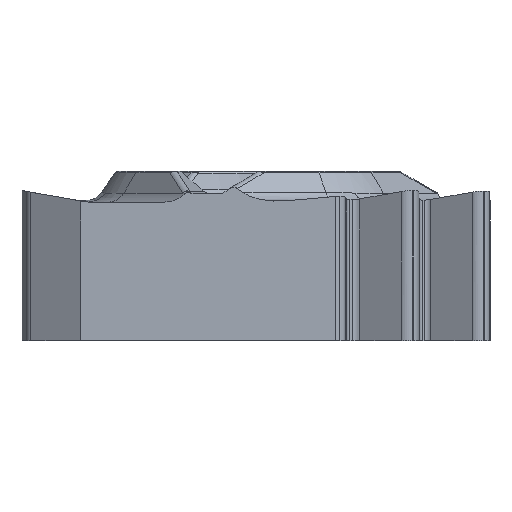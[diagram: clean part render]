
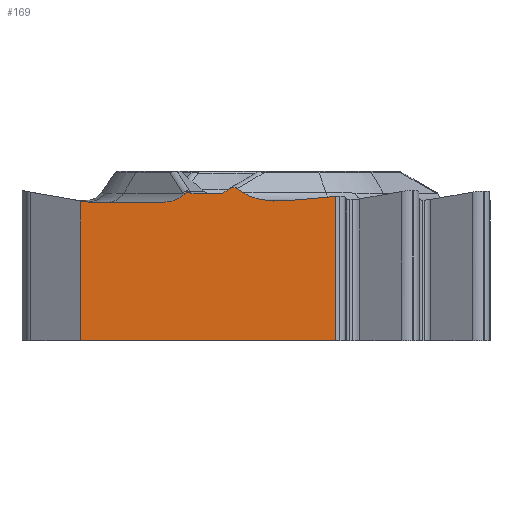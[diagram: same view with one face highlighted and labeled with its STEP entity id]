
A CAD part, left-side view. The second image highlights one B-rep face of the part: STEP entity #169.
In plain terms, the highlighted planar face has unit normal (-1, 0, 0).
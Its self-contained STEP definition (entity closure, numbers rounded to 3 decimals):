
#169=ADVANCED_FACE('',(#404),#348,.F.);
#348=PLANE('',#3128);
#404=FACE_OUTER_BOUND('',#578,.T.);
#578=EDGE_LOOP('',(#967,#968,#969,#970,#971,#972,#973,#974,#975,#976,#977,
#978,#979,#980,#981,#982));
#762=CIRCLE('',#3127,0.75);
#887=ELLIPSE('',#3122,1.5,0.75);
#888=ELLIPSE('',#3123,0.304,0.205);
#889=ELLIPSE('',#3124,0.309,0.3);
#890=ELLIPSE('',#3125,0.309,0.3);
#891=ELLIPSE('',#3126,0.884,0.75);
#967=ORIENTED_EDGE('',*,*,#2164,.T.);
#968=ORIENTED_EDGE('',*,*,#2165,.F.);
#969=ORIENTED_EDGE('',*,*,#2166,.T.);
#970=ORIENTED_EDGE('',*,*,#2167,.T.);
#971=ORIENTED_EDGE('',*,*,#2168,.F.);
#972=ORIENTED_EDGE('',*,*,#2169,.F.);
#973=ORIENTED_EDGE('',*,*,#2170,.T.);
#974=ORIENTED_EDGE('',*,*,#2171,.T.);
#975=ORIENTED_EDGE('',*,*,#2172,.T.);
#976=ORIENTED_EDGE('',*,*,#2173,.T.);
#977=ORIENTED_EDGE('',*,*,#2174,.F.);
#978=ORIENTED_EDGE('',*,*,#2175,.T.);
#979=ORIENTED_EDGE('',*,*,#2176,.T.);
#980=ORIENTED_EDGE('',*,*,#2177,.T.);
#981=ORIENTED_EDGE('',*,*,#2178,.T.);
#982=ORIENTED_EDGE('',*,*,#2179,.F.);
#1881=VERTEX_POINT('',#4870);
#1882=VERTEX_POINT('',#4871);
#1883=VERTEX_POINT('',#4873);
#1884=VERTEX_POINT('',#4875);
#1885=VERTEX_POINT('',#4877);
#1886=VERTEX_POINT('',#4879);
#1887=VERTEX_POINT('',#4881);
#1888=VERTEX_POINT('',#4883);
#1889=VERTEX_POINT('',#4885);
#1890=VERTEX_POINT('',#4887);
#1891=VERTEX_POINT('',#4889);
#1892=VERTEX_POINT('',#4903);
#1893=VERTEX_POINT('',#4905);
#1894=VERTEX_POINT('',#4907);
#1895=VERTEX_POINT('',#4909);
#1896=VERTEX_POINT('',#4911);
#2164=EDGE_CURVE('',#1881,#1882,#2614,.T.);
#2165=EDGE_CURVE('',#1883,#1882,#2615,.T.);
#2166=EDGE_CURVE('',#1883,#1884,#2616,.T.);
#2167=EDGE_CURVE('',#1884,#1885,#887,.T.);
#2168=EDGE_CURVE('',#1886,#1885,#2617,.T.);
#2169=EDGE_CURVE('',#1887,#1886,#888,.T.);
#2170=EDGE_CURVE('',#1887,#1888,#2618,.T.);
#2171=EDGE_CURVE('',#1888,#1889,#889,.T.);
#2172=EDGE_CURVE('',#1889,#1890,#2619,.T.);
#2173=EDGE_CURVE('',#1890,#1891,#890,.T.);
#2174=EDGE_CURVE('',#1892,#1891,#3040,.T.);
#2175=EDGE_CURVE('',#1892,#1893,#891,.T.);
#2176=EDGE_CURVE('',#1893,#1894,#2620,.T.);
#2177=EDGE_CURVE('',#1894,#1895,#762,.T.);
#2178=EDGE_CURVE('',#1895,#1896,#2621,.T.);
#2179=EDGE_CURVE('',#1881,#1896,#2622,.T.);
#2614=LINE('',#4869,#2827);
#2615=LINE('',#4872,#2828);
#2616=LINE('',#4874,#2829);
#2617=LINE('',#4878,#2830);
#2618=LINE('',#4882,#2831);
#2619=LINE('',#4886,#2832);
#2620=LINE('',#4906,#2833);
#2621=LINE('',#4910,#2834);
#2622=LINE('',#4912,#2835);
#2827=VECTOR('',#3474,1.);
#2828=VECTOR('',#3475,1.);
#2829=VECTOR('',#3476,1.);
#2830=VECTOR('',#3479,1.);
#2831=VECTOR('',#3482,1.);
#2832=VECTOR('',#3485,1.);
#2833=VECTOR('',#3490,1.);
#2834=VECTOR('',#3493,1.);
#2835=VECTOR('',#3494,1.);
#3040=B_SPLINE_CURVE_WITH_KNOTS('',3,(#4890,#4891,#4892,#4893,#4894,#4895,
#4896,#4897,#4898,#4899,#4900,#4901,#4902),.UNSPECIFIED.,.F.,.F.,(4,3,3,
3,4),(0.,0.251,0.501,0.761,1.),
 .UNSPECIFIED.);
#3122=AXIS2_PLACEMENT_3D('',#4876,#3477,#3478);
#3123=AXIS2_PLACEMENT_3D('',#4880,#3480,#3481);
#3124=AXIS2_PLACEMENT_3D('',#4884,#3483,#3484);
#3125=AXIS2_PLACEMENT_3D('',#4888,#3486,#3487);
#3126=AXIS2_PLACEMENT_3D('',#4904,#3488,#3489);
#3127=AXIS2_PLACEMENT_3D('',#4908,#3491,#3492);
#3128=AXIS2_PLACEMENT_3D('',#4913,#3495,#3496);
#3474=DIRECTION('',(0.,-1.,0.));
#3475=DIRECTION('',(0.,0.,-1.));
#3476=DIRECTION('',(0.,0.996,-0.088));
#3477=DIRECTION('',(1.,0.,0.));
#3478=DIRECTION('',(0.,1.,0.));
#3479=DIRECTION('',(0.,-0.814,-0.581));
#3480=DIRECTION('',(1.,0.,0.));
#3481=DIRECTION('',(0.,-0.858,0.514));
#3482=DIRECTION('',(0.,0.775,-0.631));
#3483=DIRECTION('',(1.,0.,0.));
#3484=DIRECTION('',(0.,-1.,0.));
#3485=DIRECTION('',(0.,1.,0.));
#3486=DIRECTION('',(1.,0.,0.));
#3487=DIRECTION('',(0.,-1.,0.));
#3488=DIRECTION('',(1.,0.,0.));
#3489=DIRECTION('',(0.,-1.,0.));
#3490=DIRECTION('',(0.,1.,0.));
#3491=DIRECTION('',(1.,0.,0.));
#3492=DIRECTION('',(0.,1.,0.));
#3493=DIRECTION('',(0.,0.985,0.174));
#3494=DIRECTION('',(0.,0.,1.));
#3495=DIRECTION('',(1.,0.,0.));
#3496=DIRECTION('',(0.,1.,0.));
#4869=CARTESIAN_POINT('',(-6.35,8.7,-5.56));
#4870=CARTESIAN_POINT('',(-6.35,6.106,-5.56));
#4871=CARTESIAN_POINT('',(-6.35,-3.029,-5.56));
#4872=CARTESIAN_POINT('',(-6.35,-3.029,25.));
#4873=CARTESIAN_POINT('',(-6.35,-3.029,-0.403));
#4874=CARTESIAN_POINT('',(-6.35,-2.246,-0.472));
#4875=CARTESIAN_POINT('',(-6.35,-1.196,-0.565));
#4876=CARTESIAN_POINT('',(-6.35,-0.935,0.174));
#4877=CARTESIAN_POINT('',(-6.35,0.293,-0.256));
#4878=CARTESIAN_POINT('',(-6.35,17.805,12.249));
#4879=CARTESIAN_POINT('',(-6.35,0.483,-0.121));
#4880=CARTESIAN_POINT('',(-6.35,0.704,-0.32));
#4881=CARTESIAN_POINT('',(-6.35,0.862,-0.181));
#4882=CARTESIAN_POINT('',(-6.35,-6.754,6.019));
#4883=CARTESIAN_POINT('',(-6.35,0.934,-0.24));
#4884=CARTESIAN_POINT('',(-6.35,1.132,-0.01));
#4885=CARTESIAN_POINT('',(-6.35,1.132,-0.31));
#4886=CARTESIAN_POINT('',(-6.35,8.7,-0.31));
#4887=CARTESIAN_POINT('',(-6.35,2.034,-0.31));
#4888=CARTESIAN_POINT('',(-6.35,2.034,-0.01));
#4889=CARTESIAN_POINT('',(-6.35,2.162,-0.283));
#4890=CARTESIAN_POINT('',(-6.35,2.401,-0.323));
#4891=CARTESIAN_POINT('',(-6.35,2.386,-0.307));
#4892=CARTESIAN_POINT('',(-6.35,2.369,-0.294));
#4893=CARTESIAN_POINT('',(-6.35,2.349,-0.285));
#4894=CARTESIAN_POINT('',(-6.35,2.33,-0.275));
#4895=CARTESIAN_POINT('',(-6.35,2.309,-0.268));
#4896=CARTESIAN_POINT('',(-6.35,2.288,-0.265));
#4897=CARTESIAN_POINT('',(-6.35,2.266,-0.262));
#4898=CARTESIAN_POINT('',(-6.35,2.243,-0.262));
#4899=CARTESIAN_POINT('',(-6.35,2.221,-0.266));
#4900=CARTESIAN_POINT('',(-6.35,2.2,-0.269));
#4901=CARTESIAN_POINT('',(-6.35,2.18,-0.275));
#4902=CARTESIAN_POINT('',(-6.35,2.162,-0.283));
#4903=CARTESIAN_POINT('',(-6.35,2.401,-0.323));
#4904=CARTESIAN_POINT('',(-6.35,3.09,0.147));
#4905=CARTESIAN_POINT('',(-6.35,3.09,-0.603));
#4906=CARTESIAN_POINT('',(-6.35,8.7,-0.603));
#4907=CARTESIAN_POINT('',(-6.35,5.814,-0.603));
#4908=CARTESIAN_POINT('',(-6.35,5.814,0.147));
#4909=CARTESIAN_POINT('',(-6.35,5.944,-0.592));
#4910=CARTESIAN_POINT('',(-6.35,12.993,0.651));
#4911=CARTESIAN_POINT('',(-6.35,6.106,-0.563));
#4912=CARTESIAN_POINT('',(-6.35,6.106,25.));
#4913=CARTESIAN_POINT('',(-6.35,8.7,25.));
